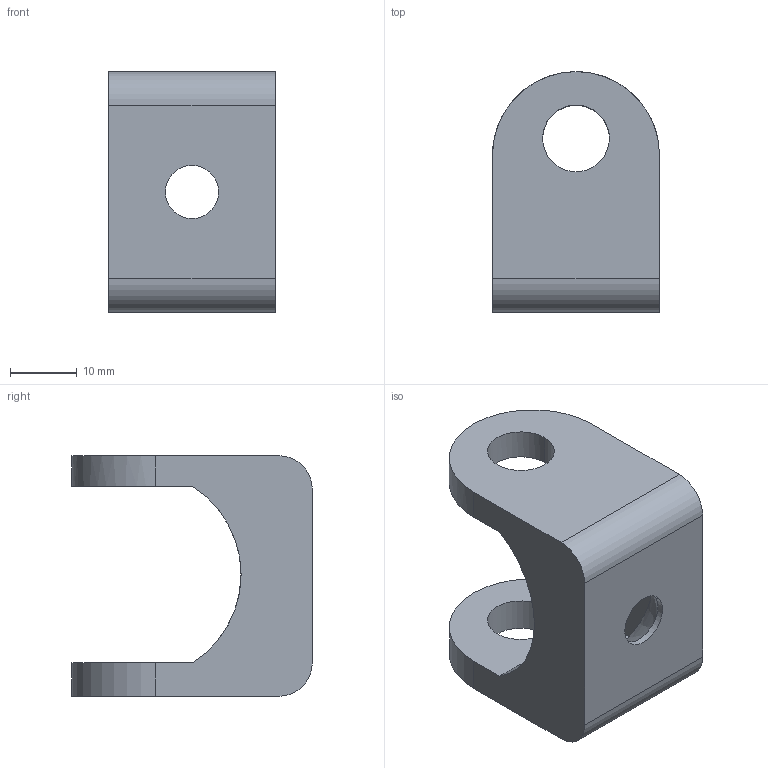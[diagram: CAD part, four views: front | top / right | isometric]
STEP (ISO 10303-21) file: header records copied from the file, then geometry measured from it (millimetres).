
FILE_DESCRIPTION(('CATIA V5 STEP Exchange'),'2;1');
FILE_NAME('clevisfinal (2)_12312.stp','2016-07-29T14:02:19+00:00',('none'),('none'),'CATIA Version 5 Release 20 GA (IN-10)','CATIA V5 STEP AP203','none');
FILE_SCHEMA(('CONFIG_CONTROL_DESIGN'));
Length unit declared in the file: millimetre
Products named in the file (1): Part1
Bounding box: 25 x 36 x 36 mm (x, y, z)
Volume: 11903.5 mm3; surface area: 6082.7 mm2
Topology: 1 solids, 1 shells, 28 faces, 78 edges, 54 vertices
Faces by surface type: cylinder 16, plane 10, cone 2
Entity records: 1007 total; most frequent: CARTESIAN_POINT 258, ORIENTED_EDGE 156, DIRECTION 119, EDGE_CURVE 78, AXIS2_PLACEMENT_3D 54, VERTEX_POINT 51, VECTOR 42, LINE 42
